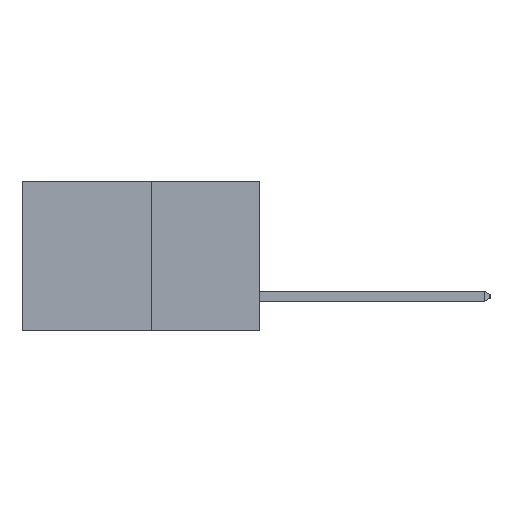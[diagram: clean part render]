
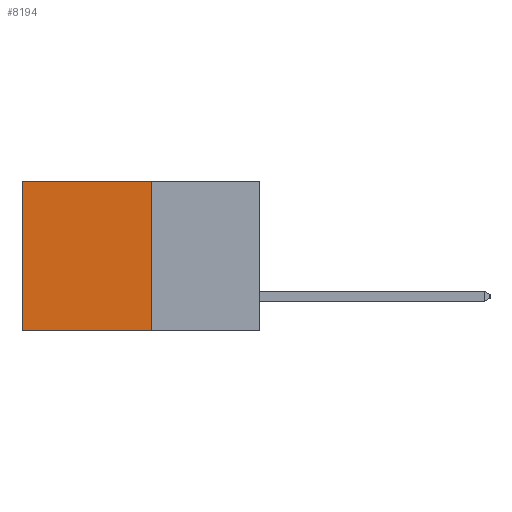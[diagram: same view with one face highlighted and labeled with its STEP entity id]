
A CAD part, left-side view. The second image highlights one B-rep face of the part: STEP entity #8194.
In plain terms, the highlighted planar face has unit normal (-1, 0, 0).
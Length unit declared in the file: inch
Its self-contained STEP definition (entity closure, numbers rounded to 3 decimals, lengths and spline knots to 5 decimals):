
#11 = DIRECTION ( 'NONE',  ( 0., 0., -1. ) ) ;
#101 = DIRECTION ( 'NONE',  ( 1., 0., 0. ) ) ;
#189 = VECTOR ( 'NONE', #7452, 39.37008 ) ;
#250 = CARTESIAN_POINT ( 'NONE',  ( 0.277, 0.27, -0.37 ) ) ;
#285 = VERTEX_POINT ( 'NONE', #9394 ) ;
#510 = PLANE ( 'NONE',  #2694 ) ;
#609 = EDGE_LOOP ( 'NONE', ( #5189, #8283, #7766, #4836 ) ) ;
#804 = VERTEX_POINT ( 'NONE', #7857 ) ;
#1242 = VECTOR ( 'NONE', #8725, 39.37008 ) ;
#1714 = CARTESIAN_POINT ( 'NONE',  ( 0.277, 0.27, -0.37 ) ) ;
#2694 = AXIS2_PLACEMENT_3D ( 'NONE', #250, #101, #11 ) ;
#2757 = FACE_OUTER_BOUND ( 'NONE', #609, .T. ) ;
#2930 = EDGE_CURVE ( 'NONE', #4501, #285, #7144, .T. ) ;
#3167 = CARTESIAN_POINT ( 'NONE',  ( 0.277, 0.59, -0.37 ) ) ;
#3511 = CARTESIAN_POINT ( 'NONE',  ( 0.277, 0.27, 0. ) ) ;
#3526 = LINE ( 'NONE', #8792, #1242 ) ;
#3770 = VERTEX_POINT ( 'NONE', #6516 ) ;
#4501 = VERTEX_POINT ( 'NONE', #6181 ) ;
#4836 = ORIENTED_EDGE ( 'NONE', *, *, #6444, .T. ) ;
#5189 = ORIENTED_EDGE ( 'NONE', *, *, #6603, .T. ) ;
#6015 = VECTOR ( 'NONE', #6672, 39.37008 ) ;
#6181 = CARTESIAN_POINT ( 'NONE',  ( 0.277, 0.27, -0.37 ) ) ;
#6397 = LINE ( 'NONE', #3167, #8678 ) ;
#6444 = EDGE_CURVE ( 'NONE', #3770, #804, #7866, .T. ) ;
#6516 = CARTESIAN_POINT ( 'NONE',  ( 0.277, 0.27, 0. ) ) ;
#6603 = EDGE_CURVE ( 'NONE', #804, #285, #6397, .T. ) ;
#6672 = DIRECTION ( 'NONE',  ( 0., 1., 0. ) ) ;
#7144 = LINE ( 'NONE', #1714, #189 ) ;
#7452 = DIRECTION ( 'NONE',  ( 0., 1., 0. ) ) ;
#7766 = ORIENTED_EDGE ( 'NONE', *, *, #9359, .F. ) ;
#7857 = CARTESIAN_POINT ( 'NONE',  ( 0.277, 0.59, 0. ) ) ;
#7866 = LINE ( 'NONE', #3511, #6015 ) ;
#8194 = ADVANCED_FACE ( 'NONE', ( #2757 ), #510, .F. ) ;
#8283 = ORIENTED_EDGE ( 'NONE', *, *, #2930, .F. ) ;
#8678 = VECTOR ( 'NONE', #9659, 39.37008 ) ;
#8725 = DIRECTION ( 'NONE',  ( 0., 0., -1. ) ) ;
#8792 = CARTESIAN_POINT ( 'NONE',  ( 0.277, 0.27, -0.37 ) ) ;
#9359 = EDGE_CURVE ( 'NONE', #3770, #4501, #3526, .T. ) ;
#9394 = CARTESIAN_POINT ( 'NONE',  ( 0.277, 0.59, -0.37 ) ) ;
#9659 = DIRECTION ( 'NONE',  ( 0., 0., -1. ) ) ;
